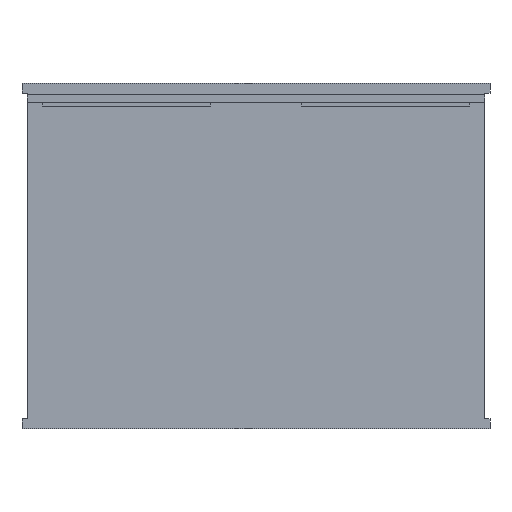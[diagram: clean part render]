
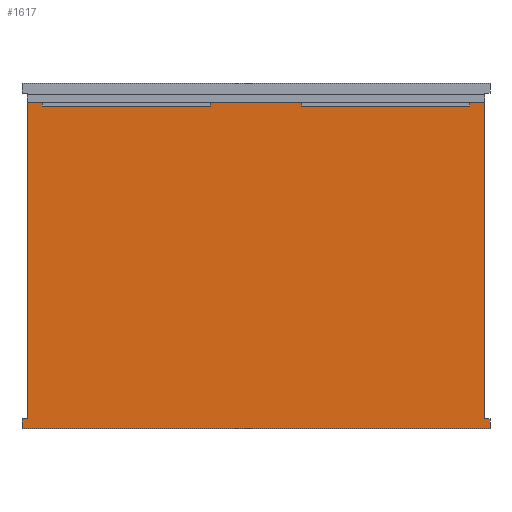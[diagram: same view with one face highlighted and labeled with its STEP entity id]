
A CAD part, left-side view. The second image highlights one B-rep face of the part: STEP entity #1617.
In plain terms, the highlighted planar face has unit normal (-1, 0, 0).
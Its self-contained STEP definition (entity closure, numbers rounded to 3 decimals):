
#48 = CARTESIAN_POINT ( 'NONE',  ( -113.15, 153.3, -113.15 ) ) ;
#56 = CARTESIAN_POINT ( 'NONE',  ( -113.15, 150., 100.65 ) ) ;
#68 = LINE ( 'NONE', #56, #929 ) ;
#134 = DIRECTION ( 'NONE',  ( 0., 0., 1. ) ) ;
#169 = FACE_OUTER_BOUND ( 'NONE', #818, .T. ) ;
#203 = ORIENTED_EDGE ( 'NONE', *, *, #1834, .F. ) ;
#211 = VECTOR ( 'NONE', #1918, 1000. ) ;
#216 = LINE ( 'NONE', #1744, #2676 ) ;
#260 = CARTESIAN_POINT ( 'NONE',  ( -113.15, 153.3, -113.15 ) ) ;
#401 = VERTEX_POINT ( 'NONE', #1281 ) ;
#410 = CARTESIAN_POINT ( 'NONE',  ( -113.15, -150., -106.65 ) ) ;
#417 = CARTESIAN_POINT ( 'NONE',  ( -113.15, 150., 100.65 ) ) ;
#533 = VERTEX_POINT ( 'NONE', #410 ) ;
#645 = ORIENTED_EDGE ( 'NONE', *, *, #789, .T. ) ;
#661 = CARTESIAN_POINT ( 'NONE',  ( -113.15, 150., -106.65 ) ) ;
#717 = CARTESIAN_POINT ( 'NONE',  ( -113.15, 153.3, -106.65 ) ) ;
#766 = VECTOR ( 'NONE', #2605, 1000. ) ;
#789 = EDGE_CURVE ( 'NONE', #2334, #2016, #2140, .T. ) ;
#818 = EDGE_LOOP ( 'NONE', ( #1511, #2979, #2313, #1408, #645, #203, #2163, #1533 ) ) ;
#929 = VECTOR ( 'NONE', #998, 1000. ) ;
#936 = DIRECTION ( 'NONE',  ( 0., -1., 0. ) ) ;
#998 = DIRECTION ( 'NONE',  ( 0., -1., 0. ) ) ;
#1060 = CARTESIAN_POINT ( 'NONE',  ( -113.15, -150., -106.65 ) ) ;
#1109 = DIRECTION ( 'NONE',  ( 0., 0., -1. ) ) ;
#1122 = LINE ( 'NONE', #2262, #1644 ) ;
#1215 = LINE ( 'NONE', #1477, #1292 ) ;
#1246 = CARTESIAN_POINT ( 'NONE',  ( -113.15, 150., -106.65 ) ) ;
#1257 = DIRECTION ( 'NONE',  ( 0., 0., 1. ) ) ;
#1281 = CARTESIAN_POINT ( 'NONE',  ( -113.15, 153.3, -106.65 ) ) ;
#1287 = EDGE_CURVE ( 'NONE', #1513, #1565, #2536, .T. ) ;
#1292 = VECTOR ( 'NONE', #1257, 1000. ) ;
#1295 = DIRECTION ( 'NONE',  ( 0., 0., 1. ) ) ;
#1360 = CARTESIAN_POINT ( 'NONE',  ( -113.15, -150., 100.65 ) ) ;
#1372 = CARTESIAN_POINT ( 'NONE',  ( -113.15, -153.3, -106.65 ) ) ;
#1408 = ORIENTED_EDGE ( 'NONE', *, *, #1652, .T. ) ;
#1477 = CARTESIAN_POINT ( 'NONE',  ( -113.15, -150., -106.65 ) ) ;
#1510 = DIRECTION ( 'NONE',  ( 0., 0., -1. ) ) ;
#1511 = ORIENTED_EDGE ( 'NONE', *, *, #2011, .F. ) ;
#1513 = VERTEX_POINT ( 'NONE', #1246 ) ;
#1515 = EDGE_CURVE ( 'NONE', #533, #1745, #1215, .T. ) ;
#1533 = ORIENTED_EDGE ( 'NONE', *, *, #1515, .T. ) ;
#1565 = VERTEX_POINT ( 'NONE', #417 ) ;
#1574 = DIRECTION ( 'NONE',  ( -1., 0., 0. ) ) ;
#1617 = ADVANCED_FACE ( 'NONE', ( #169 ), #2279, .T. ) ;
#1620 = CARTESIAN_POINT ( 'NONE',  ( -113.15, 153.3, -106.65 ) ) ;
#1644 = VECTOR ( 'NONE', #1109, 1000. ) ;
#1652 = EDGE_CURVE ( 'NONE', #401, #2334, #1122, .T. ) ;
#1744 = CARTESIAN_POINT ( 'NONE',  ( -113.15, -153.3, -106.65 ) ) ;
#1745 = VERTEX_POINT ( 'NONE', #1360 ) ;
#1794 = VERTEX_POINT ( 'NONE', #1372 ) ;
#1834 = EDGE_CURVE ( 'NONE', #1794, #2016, #216, .T. ) ;
#1897 = LINE ( 'NONE', #717, #766 ) ;
#1918 = DIRECTION ( 'NONE',  ( 0., -1., 0. ) ) ;
#1980 = CARTESIAN_POINT ( 'NONE',  ( -113.15, -153.3, -113.15 ) ) ;
#2011 = EDGE_CURVE ( 'NONE', #1565, #1745, #68, .T. ) ;
#2016 = VERTEX_POINT ( 'NONE', #1980 ) ;
#2140 = LINE ( 'NONE', #48, #211 ) ;
#2163 = ORIENTED_EDGE ( 'NONE', *, *, #2409, .F. ) ;
#2262 = CARTESIAN_POINT ( 'NONE',  ( -113.15, 153.3, -106.65 ) ) ;
#2279 = PLANE ( 'NONE',  #3039 ) ;
#2309 = EDGE_CURVE ( 'NONE', #401, #1513, #2364, .T. ) ;
#2313 = ORIENTED_EDGE ( 'NONE', *, *, #2309, .F. ) ;
#2334 = VERTEX_POINT ( 'NONE', #260 ) ;
#2364 = LINE ( 'NONE', #1620, #2702 ) ;
#2409 = EDGE_CURVE ( 'NONE', #533, #1794, #1897, .T. ) ;
#2475 = VECTOR ( 'NONE', #1295, 1000. ) ;
#2536 = LINE ( 'NONE', #661, #2475 ) ;
#2605 = DIRECTION ( 'NONE',  ( 0., -1., 0. ) ) ;
#2676 = VECTOR ( 'NONE', #1510, 1000. ) ;
#2702 = VECTOR ( 'NONE', #936, 1000. ) ;
#2979 = ORIENTED_EDGE ( 'NONE', *, *, #1287, .F. ) ;
#3039 = AXIS2_PLACEMENT_3D ( 'NONE', #1060, #1574, #134 ) ;
